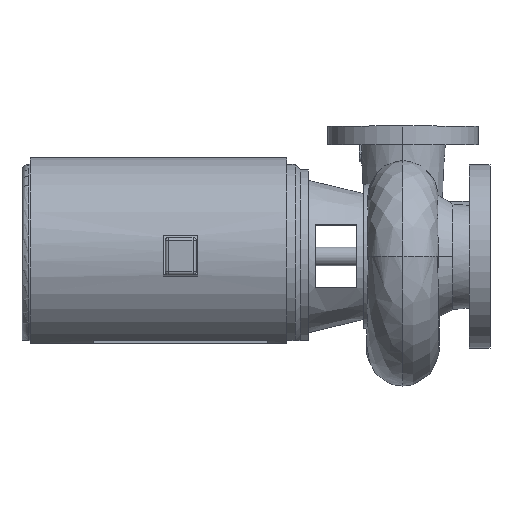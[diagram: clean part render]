
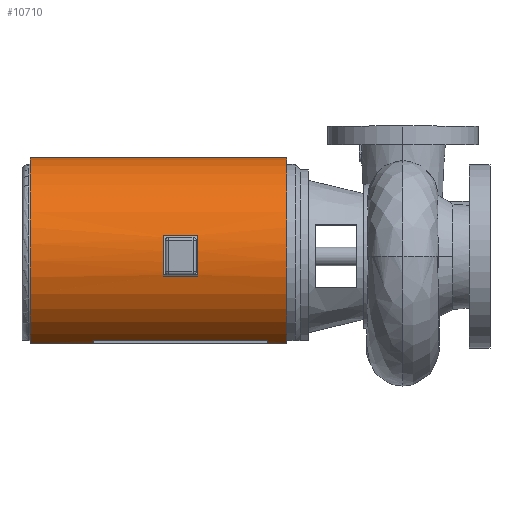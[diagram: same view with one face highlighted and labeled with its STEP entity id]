
A CAD part, top view. The second image highlights one B-rep face of the part: STEP entity #10710.
In plain terms, the highlighted cylindrical face has radius 203.2 mm (diameter 406.4 mm), a partial arc.
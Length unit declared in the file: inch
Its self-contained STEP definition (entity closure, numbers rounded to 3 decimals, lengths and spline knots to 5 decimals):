
#9219=CARTESIAN_POINT('',(-16.625,0.,0.));
#9220=DIRECTION('',(1.,0.,0.));
#9221=DIRECTION('',(0.,-0.156,-0.988));
#9222=AXIS2_PLACEMENT_3D('',#9219,#9220,#9221);
#9227=DIRECTION('',(1.,0.,0.));
#9228=VECTOR('',#9227,2.);
#9229=CARTESIAN_POINT('',(-18.875,-1.5,-7.85812));
#9230=LINE('',#9229,#9228);
#9234=CARTESIAN_POINT('',(-19.125,0.,0.));
#9235=DIRECTION('',(1.,0.,0.));
#9236=DIRECTION('',(0.,-0.156,-0.988));
#9237=AXIS2_PLACEMENT_3D('',#9234,#9235,#9236);
#9242=DIRECTION('',(1.,0.,0.));
#9243=VECTOR('',#9242,2.);
#9244=CARTESIAN_POINT('',(-18.875,1.5,-7.85812));
#9245=LINE('',#9244,#9243);
#9249=CARTESIAN_POINT('',(-9.325,0.,0.));
#9250=DIRECTION('',(1.,0.,0.));
#9251=DIRECTION('',(0.,0.874,0.486));
#9252=AXIS2_PLACEMENT_3D('',#9249,#9250,#9251);
#9257=DIRECTION('',(1.,0.,0.));
#9258=VECTOR('',#9257,1.55);
#9259=CARTESIAN_POINT('',(-10.875,6.99163,-3.88808));
#9260=LINE('',#9259,#9258);
#9264=CARTESIAN_POINT('',(-10.875,0.,0.));
#9265=DIRECTION('',(1.,0.,0.));
#9266=DIRECTION('',(0.,0.844,-0.537));
#9267=AXIS2_PLACEMENT_3D('',#9264,#9265,#9266);
#9272=DIRECTION('',(1.,0.,0.));
#9273=VECTOR('',#9272,14.);
#9274=CARTESIAN_POINT('',(-24.875,6.75,-4.29389));
#9275=LINE('',#9274,#9273);
#9279=CARTESIAN_POINT('',(-24.875,0.,0.));
#9280=DIRECTION('',(1.,0.,0.));
#9281=DIRECTION('',(0.,0.844,-0.537));
#9282=AXIS2_PLACEMENT_3D('',#9279,#9280,#9281);
#9287=DIRECTION('',(1.,0.,0.));
#9288=VECTOR('',#9287,5.1);
#9289=CARTESIAN_POINT('',(-29.975,6.99163,-3.88808));
#9290=LINE('',#9289,#9288);
#9294=CARTESIAN_POINT('',(-29.975,0.,0.));
#9295=DIRECTION('',(-1.,0.,0.));
#9296=DIRECTION('',(0.,0.874,-0.486));
#9297=AXIS2_PLACEMENT_3D('',#9294,#9295,#9296);
#9302=DIRECTION('',(1.,0.,0.));
#9303=VECTOR('',#9302,5.1);
#9304=CARTESIAN_POINT('',(-29.975,6.99163,3.88808));
#9305=LINE('',#9304,#9303);
#9309=CARTESIAN_POINT('',(-24.875,0.,0.));
#9310=DIRECTION('',(1.,0.,0.));
#9311=DIRECTION('',(0.,0.874,0.486));
#9312=AXIS2_PLACEMENT_3D('',#9309,#9310,#9311);
#9317=DIRECTION('',(1.,0.,0.));
#9318=VECTOR('',#9317,14.);
#9319=CARTESIAN_POINT('',(-24.875,6.75,4.29389));
#9320=LINE('',#9319,#9318);
#9324=CARTESIAN_POINT('',(-10.875,0.,0.));
#9325=DIRECTION('',(1.,0.,0.));
#9326=DIRECTION('',(0.,0.874,0.486));
#9327=AXIS2_PLACEMENT_3D('',#9324,#9325,#9326);
#9332=DIRECTION('',(1.,0.,0.));
#9333=VECTOR('',#9332,1.55);
#9334=CARTESIAN_POINT('',(-10.875,6.99163,3.88808));
#9335=LINE('',#9334,#9333);
#9426=CARTESIAN_POINT('',(-16.625,1.25,-7.90174));
#9427=CARTESIAN_POINT('',(-16.625,1.2763,-7.89758));
#9428=CARTESIAN_POINT('',(-16.63329,1.32879,
-7.889));
#9429=CARTESIAN_POINT('',(-16.67006,1.40029,
-7.87659));
#9430=CARTESIAN_POINT('',(-16.72594,1.4558,
-7.86647));
#9431=CARTESIAN_POINT('',(-16.7971,1.49192,
-7.85967));
#9432=CARTESIAN_POINT('',(-16.84907,1.5,-7.85812));
#9433=CARTESIAN_POINT('',(-16.875,1.5,-7.85812));
#9601=CARTESIAN_POINT('',(-18.875,1.5,-7.85812));
#9602=CARTESIAN_POINT('',(-18.90093,1.5,-7.85812));
#9603=CARTESIAN_POINT('',(-18.9529,1.49192,
-7.85967));
#9604=CARTESIAN_POINT('',(-19.02406,1.4558,
-7.86647));
#9605=CARTESIAN_POINT('',(-19.07994,1.40029,
-7.87659));
#9606=CARTESIAN_POINT('',(-19.11671,1.32879,
-7.889));
#9607=CARTESIAN_POINT('',(-19.125,1.2763,-7.89758));
#9608=CARTESIAN_POINT('',(-19.125,1.25,-7.90174));
#9690=CARTESIAN_POINT('',(-19.125,-1.25,-7.90174));
#9691=CARTESIAN_POINT('',(-19.125,-1.2763,-7.89758));
#9692=CARTESIAN_POINT('',(-19.11671,-1.32879,
-7.889));
#9693=CARTESIAN_POINT('',(-19.07994,-1.40029,
-7.87659));
#9694=CARTESIAN_POINT('',(-19.02406,-1.4558,
-7.86647));
#9695=CARTESIAN_POINT('',(-18.9529,-1.49192,
-7.85967));
#9696=CARTESIAN_POINT('',(-18.90093,-1.5,-7.85812));
#9697=CARTESIAN_POINT('',(-18.875,-1.5,-7.85812));
#9746=CARTESIAN_POINT('',(-16.875,-1.5,-7.85812));
#9747=CARTESIAN_POINT('',(-16.84907,-1.5,-7.85812));
#9748=CARTESIAN_POINT('',(-16.7971,-1.49192,
-7.85967));
#9749=CARTESIAN_POINT('',(-16.72594,-1.4558,
-7.86647));
#9750=CARTESIAN_POINT('',(-16.67006,-1.40029,
-7.87659));
#9751=CARTESIAN_POINT('',(-16.63329,-1.32879,
-7.889));
#9752=CARTESIAN_POINT('',(-16.625,-1.2763,-7.89758));
#9753=CARTESIAN_POINT('',(-16.625,-1.25,-7.90174));
#10346=VERTEX_POINT('',#9690);
#10347=VERTEX_POINT('',#9697);
#10348=VERTEX_POINT('',#9746);
#10349=VERTEX_POINT('',#9753);
#10350=VERTEX_POINT('',#9601);
#10351=VERTEX_POINT('',#9608);
#10352=VERTEX_POINT('',#9426);
#10353=VERTEX_POINT('',#9433);
#10430=CARTESIAN_POINT('',(-24.875,6.75,4.29389));
#10431=CARTESIAN_POINT('',(-10.875,6.75,4.29389));
#10432=VERTEX_POINT('',#10430);
#10433=VERTEX_POINT('',#10431);
#10434=CARTESIAN_POINT('',(-24.875,6.75,-4.29389));
#10435=CARTESIAN_POINT('',(-10.875,6.75,-4.29389));
#10436=VERTEX_POINT('',#10434);
#10437=VERTEX_POINT('',#10435);
#10450=CARTESIAN_POINT('',(-9.325,6.99163,3.88808));
#10451=CARTESIAN_POINT('',(-9.325,6.99163,-3.88808));
#10452=VERTEX_POINT('',#10450);
#10453=VERTEX_POINT('',#10451);
#10454=CARTESIAN_POINT('',(-29.975,6.99163,-3.88808));
#10455=CARTESIAN_POINT('',(-29.975,6.99163,3.88808));
#10456=VERTEX_POINT('',#10454);
#10457=VERTEX_POINT('',#10455);
#10478=CARTESIAN_POINT('',(-24.875,6.99163,3.88808));
#10479=VERTEX_POINT('',#10478);
#10480=CARTESIAN_POINT('',(-10.875,6.99163,3.88808));
#10481=VERTEX_POINT('',#10480);
#10482=CARTESIAN_POINT('',(-24.875,6.99163,-3.88808));
#10483=VERTEX_POINT('',#10482);
#10484=CARTESIAN_POINT('',(-10.875,6.99163,-3.88808));
#10485=VERTEX_POINT('',#10484);
#10666=CARTESIAN_POINT('',(-31.775,0.,0.));
#10667=DIRECTION('',(1.,0.,0.));
#10668=DIRECTION('',(0.,-1.,0.));
#10669=AXIS2_PLACEMENT_3D('',#10666,#10667,#10668);
#10670=CYLINDRICAL_SURFACE('',#10669,8.);
#10672=ORIENTED_EDGE('',*,*,#10671,.T.);
#10674=ORIENTED_EDGE('',*,*,#10673,.F.);
#10676=ORIENTED_EDGE('',*,*,#10675,.F.);
#10678=ORIENTED_EDGE('',*,*,#10677,.F.);
#10679=ORIENTED_EDGE('',*,*,#10653,.T.);
#10681=ORIENTED_EDGE('',*,*,#10680,.F.);
#10682=ORIENTED_EDGE('',*,*,#10599,.T.);
#10683=ORIENTED_EDGE('',*,*,#10616,.T.);
#10684=ORIENTED_EDGE('',*,*,#10636,.T.);
#10686=ORIENTED_EDGE('',*,*,#10685,.T.);
#10688=ORIENTED_EDGE('',*,*,#10687,.F.);
#10689=ORIENTED_EDGE('',*,*,#10622,.T.);
#10690=EDGE_LOOP('',(#10672,#10674,#10676,#10678,#10679,#10681,#10682,#10683,
#10684,#10686,#10688,#10689));
#10691=FACE_OUTER_BOUND('',#10690,.F.);
#10693=ORIENTED_EDGE('',*,*,#10692,.F.);
#10695=ORIENTED_EDGE('',*,*,#10694,.F.);
#10697=ORIENTED_EDGE('',*,*,#10696,.F.);
#10699=ORIENTED_EDGE('',*,*,#10698,.F.);
#10701=ORIENTED_EDGE('',*,*,#10700,.T.);
#10703=ORIENTED_EDGE('',*,*,#10702,.F.);
#10705=ORIENTED_EDGE('',*,*,#10704,.T.);
#10707=ORIENTED_EDGE('',*,*,#10706,.F.);
#10708=EDGE_LOOP('',(#10693,#10695,#10697,#10699,#10701,#10703,#10705,#10707));
#10709=FACE_BOUND('',#10708,.F.);
#9223=CIRCLE('',#9222,8.);
#9238=CIRCLE('',#9237,8.);
#9253=CIRCLE('',#9252,8.);
#9268=CIRCLE('',#9267,8.);
#9283=CIRCLE('',#9282,8.);
#9298=CIRCLE('',#9297,8.);
#9313=CIRCLE('',#9312,8.);
#9328=CIRCLE('',#9327,8.);
#9434=B_SPLINE_CURVE_WITH_KNOTS('',3,(#9426,#9427,#9428,#9429,#9430,#9431,#9432,
#9433),.UNSPECIFIED.,.F.,.F.,(4,1,1,1,1,4),(0.,0.2,0.4,0.6,0.8,1.),
.UNSPECIFIED.);
#9609=B_SPLINE_CURVE_WITH_KNOTS('',3,(#9601,#9602,#9603,#9604,#9605,#9606,#9607,
#9608),.UNSPECIFIED.,.F.,.F.,(4,1,1,1,1,4),(0.,0.2,0.4,0.6,0.8,1.),
.UNSPECIFIED.);
#9698=B_SPLINE_CURVE_WITH_KNOTS('',3,(#9690,#9691,#9692,#9693,#9694,#9695,#9696,
#9697),.UNSPECIFIED.,.F.,.F.,(4,1,1,1,1,4),(0.,0.2,0.4,0.6,0.8,1.),
.UNSPECIFIED.);
#9754=B_SPLINE_CURVE_WITH_KNOTS('',3,(#9746,#9747,#9748,#9749,#9750,#9751,#9752,
#9753),.UNSPECIFIED.,.F.,.F.,(4,1,1,1,1,4),(0.,0.2,0.4,0.6,0.8,1.),
.UNSPECIFIED.);
#10599=EDGE_CURVE('',#10456,#10457,#9298,.T.);
#10616=EDGE_CURVE('',#10457,#10479,#9305,.T.);
#10622=EDGE_CURVE('',#10481,#10452,#9335,.T.);
#10636=EDGE_CURVE('',#10479,#10432,#9313,.T.);
#10653=EDGE_CURVE('',#10436,#10483,#9283,.T.);
#10671=EDGE_CURVE('',#10452,#10453,#9253,.T.);
#10673=EDGE_CURVE('',#10485,#10453,#9260,.T.);
#10675=EDGE_CURVE('',#10437,#10485,#9268,.T.);
#10677=EDGE_CURVE('',#10436,#10437,#9275,.T.);
#10680=EDGE_CURVE('',#10456,#10483,#9290,.T.);
#10685=EDGE_CURVE('',#10432,#10433,#9320,.T.);
#10687=EDGE_CURVE('',#10481,#10433,#9328,.T.);
#10692=EDGE_CURVE('',#10349,#10352,#9223,.T.);
#10694=EDGE_CURVE('',#10348,#10349,#9754,.T.);
#10696=EDGE_CURVE('',#10347,#10348,#9230,.T.);
#10698=EDGE_CURVE('',#10346,#10347,#9698,.T.);
#10700=EDGE_CURVE('',#10346,#10351,#9238,.T.);
#10702=EDGE_CURVE('',#10350,#10351,#9609,.T.);
#10704=EDGE_CURVE('',#10350,#10353,#9245,.T.);
#10706=EDGE_CURVE('',#10352,#10353,#9434,.T.);
#10710=ADVANCED_FACE('',(#10691,#10709),#10670,.T.);
